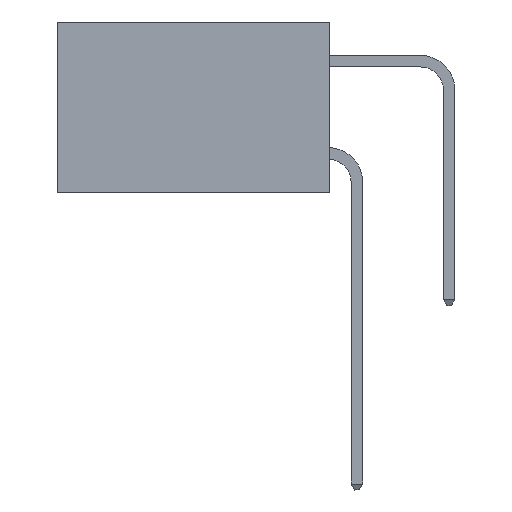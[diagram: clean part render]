
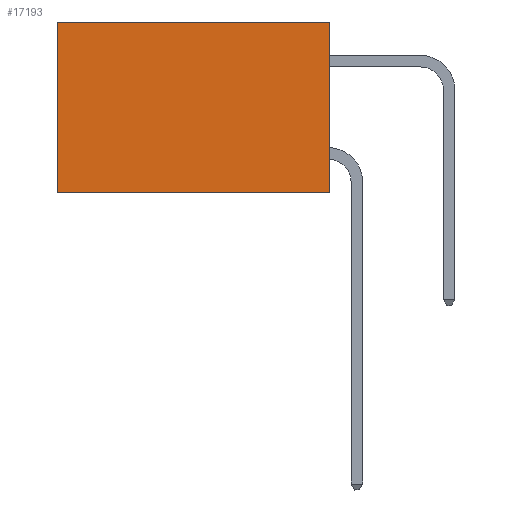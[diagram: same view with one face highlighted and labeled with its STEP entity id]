
A CAD part, left-side view. The second image highlights one B-rep face of the part: STEP entity #17193.
In plain terms, the highlighted planar face has unit normal (-1, 0, 0).
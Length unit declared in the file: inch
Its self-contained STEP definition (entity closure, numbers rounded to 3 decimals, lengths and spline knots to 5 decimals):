
#960 = FACE_OUTER_BOUND ( 'NONE', #7986, .T. ) ;
#1952 = CARTESIAN_POINT ( 'NONE',  ( 0.277, 0., -0.37 ) ) ;
#1954 = DIRECTION ( 'NONE',  ( 1., 0., 0. ) ) ;
#1970 = VECTOR ( 'NONE', #19390, 39.37008 ) ;
#2446 = ORIENTED_EDGE ( 'NONE', *, *, #28522, .T. ) ;
#3456 = CARTESIAN_POINT ( 'NONE',  ( 0.277, 0., 0. ) ) ;
#4102 = CARTESIAN_POINT ( 'NONE',  ( 0.277, 0.59, -0.37 ) ) ;
#5145 = ORIENTED_EDGE ( 'NONE', *, *, #6475, .F. ) ;
#5823 = VERTEX_POINT ( 'NONE', #4102 ) ;
#6070 = VERTEX_POINT ( 'NONE', #28283 ) ;
#6475 = EDGE_CURVE ( 'NONE', #6070, #5823, #14760, .T. ) ;
#6644 = EDGE_CURVE ( 'NONE', #25732, #5823, #22102, .T. ) ;
#7559 = ORIENTED_EDGE ( 'NONE', *, *, #6644, .T. ) ;
#7986 = EDGE_LOOP ( 'NONE', ( #7559, #5145, #25190, #2446 ) ) ;
#9098 = AXIS2_PLACEMENT_3D ( 'NONE', #16340, #1954, #18691 ) ;
#9154 = PLANE ( 'NONE',  #9098 ) ;
#9506 = CARTESIAN_POINT ( 'NONE',  ( 0.277, 0.59, 0. ) ) ;
#12082 = VECTOR ( 'NONE', #18687, 39.37008 ) ;
#13600 = VECTOR ( 'NONE', #22291, 39.37008 ) ;
#13795 = EDGE_CURVE ( 'NONE', #27608, #6070, #17601, .T. ) ;
#14338 = LINE ( 'NONE', #3456, #13600 ) ;
#14760 = LINE ( 'NONE', #19174, #1970 ) ;
#15866 = VECTOR ( 'NONE', #23919, 39.37008 ) ;
#16340 = CARTESIAN_POINT ( 'NONE',  ( 0.277, 0., -0.37 ) ) ;
#17193 = ADVANCED_FACE ( 'NONE', ( #960 ), #9154, .F. ) ;
#17601 = LINE ( 'NONE', #1952, #12082 ) ;
#18687 = DIRECTION ( 'NONE',  ( 0., 0., -1. ) ) ;
#18691 = DIRECTION ( 'NONE',  ( 0., 0., -1. ) ) ;
#19174 = CARTESIAN_POINT ( 'NONE',  ( 0.277, 0., -0.37 ) ) ;
#19390 = DIRECTION ( 'NONE',  ( 0., 1., 0. ) ) ;
#22102 = LINE ( 'NONE', #24270, #15866 ) ;
#22291 = DIRECTION ( 'NONE',  ( 0., 1., 0. ) ) ;
#23919 = DIRECTION ( 'NONE',  ( 0., 0., -1. ) ) ;
#24270 = CARTESIAN_POINT ( 'NONE',  ( 0.277, 0.59, -0.37 ) ) ;
#25190 = ORIENTED_EDGE ( 'NONE', *, *, #13795, .F. ) ;
#25732 = VERTEX_POINT ( 'NONE', #9506 ) ;
#26092 = CARTESIAN_POINT ( 'NONE',  ( 0.277, 0., 0. ) ) ;
#27608 = VERTEX_POINT ( 'NONE', #26092 ) ;
#28283 = CARTESIAN_POINT ( 'NONE',  ( 0.277, 0., -0.37 ) ) ;
#28522 = EDGE_CURVE ( 'NONE', #27608, #25732, #14338, .T. ) ;
